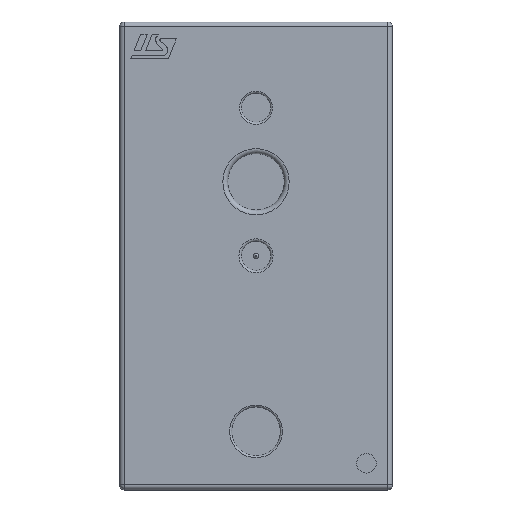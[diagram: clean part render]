
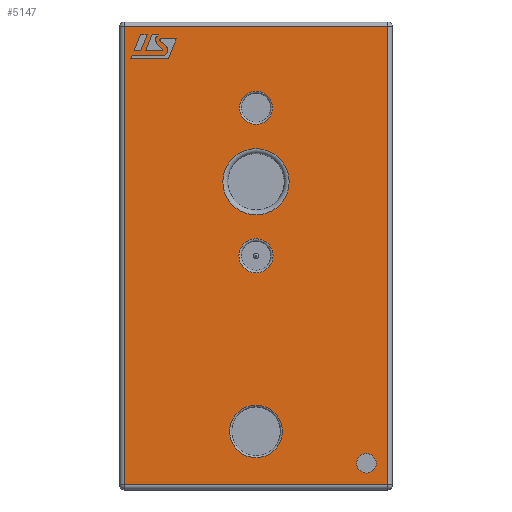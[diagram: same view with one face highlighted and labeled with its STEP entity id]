
A CAD part, top view. The second image highlights one B-rep face of the part: STEP entity #5147.
In plain terms, the highlighted planar face has unit normal (0, 0, 1).
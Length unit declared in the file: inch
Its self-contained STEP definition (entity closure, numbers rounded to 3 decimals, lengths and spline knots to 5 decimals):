
#87=FACE_BOUND('',#933,.T.);
#88=FACE_BOUND('',#934,.T.);
#89=FACE_BOUND('',#935,.T.);
#90=FACE_BOUND('',#936,.T.);
#91=FACE_BOUND('',#937,.T.);
#398=PLANE('',#5683);
#643=FACE_OUTER_BOUND('',#932,.T.);
#932=EDGE_LOOP('',(#3736,#3737,#3738,#3739));
#933=EDGE_LOOP('',(#3740,#3741));
#934=EDGE_LOOP('',(#3742));
#935=EDGE_LOOP('',(#3743));
#936=EDGE_LOOP('',(#3744));
#937=EDGE_LOOP('',(#3745));
#1215=LINE('',#7512,#1806);
#1217=LINE('',#7520,#1808);
#1219=LINE('',#7530,#1810);
#1221=LINE('',#7539,#1812);
#1806=VECTOR('',#6090,0.3937);
#1808=VECTOR('',#6098,0.3937);
#1810=VECTOR('',#6110,0.3937);
#1812=VECTOR('',#6122,0.3937);
#2395=CIRCLE('',#5652,0.00394);
#2396=CIRCLE('',#5653,0.00394);
#2413=CIRCLE('',#5684,0.01063);
#2414=CIRCLE('',#5685,0.01339);
#2415=CIRCLE('',#5686,0.00689);
#2416=CIRCLE('',#5687,0.00669);
#2508=VERTEX_POINT('',#7494);
#2509=VERTEX_POINT('',#7495);
#2512=VERTEX_POINT('',#7505);
#2515=VERTEX_POINT('',#7510);
#2518=VERTEX_POINT('',#7518);
#2521=VERTEX_POINT('',#7528);
#2533=VERTEX_POINT('',#7571);
#2534=VERTEX_POINT('',#7573);
#2535=VERTEX_POINT('',#7575);
#2536=VERTEX_POINT('',#7577);
#2976=EDGE_CURVE('',#2508,#2509,#2395,.T.);
#2977=EDGE_CURVE('',#2509,#2508,#2396,.T.);
#2984=EDGE_CURVE('',#2515,#2512,#1215,.T.);
#2988=EDGE_CURVE('',#2518,#2515,#1217,.T.);
#2993=EDGE_CURVE('',#2521,#2518,#1219,.T.);
#2998=EDGE_CURVE('',#2512,#2521,#1221,.T.);
#3014=EDGE_CURVE('',#2533,#2533,#2413,.T.);
#3015=EDGE_CURVE('',#2534,#2534,#2414,.T.);
#3016=EDGE_CURVE('',#2535,#2535,#2415,.T.);
#3017=EDGE_CURVE('',#2536,#2536,#2416,.T.);
#3736=ORIENTED_EDGE('',*,*,#2984,.F.);
#3737=ORIENTED_EDGE('',*,*,#2988,.F.);
#3738=ORIENTED_EDGE('',*,*,#2993,.F.);
#3739=ORIENTED_EDGE('',*,*,#2998,.F.);
#3740=ORIENTED_EDGE('',*,*,#2976,.T.);
#3741=ORIENTED_EDGE('',*,*,#2977,.T.);
#3742=ORIENTED_EDGE('',*,*,#3014,.F.);
#3743=ORIENTED_EDGE('',*,*,#3015,.F.);
#3744=ORIENTED_EDGE('',*,*,#3016,.F.);
#3745=ORIENTED_EDGE('',*,*,#3017,.F.);
#5147=ADVANCED_FACE('',(#643,#87,#88,#89,#90,#91),#398,.T.);
#5652=AXIS2_PLACEMENT_3D('',#7496,#6072,#6073);
#5653=AXIS2_PLACEMENT_3D('',#7497,#6074,#6075);
#5683=AXIS2_PLACEMENT_3D('',#7570,#6154,#6155);
#5684=AXIS2_PLACEMENT_3D('',#7572,#6156,#6157);
#5685=AXIS2_PLACEMENT_3D('',#7574,#6158,#6159);
#5686=AXIS2_PLACEMENT_3D('',#7576,#6160,#6161);
#5687=AXIS2_PLACEMENT_3D('',#7578,#6162,#6163);
#6072=DIRECTION('center_axis',(0.,0.,-1.));
#6073=DIRECTION('ref_axis',(1.,0.,0.));
#6074=DIRECTION('center_axis',(0.,0.,-1.));
#6075=DIRECTION('ref_axis',(1.,0.,0.));
#6090=DIRECTION('',(-1.,0.,0.));
#6098=DIRECTION('',(0.,-1.,0.));
#6110=DIRECTION('',(1.,0.,0.));
#6122=DIRECTION('',(0.,1.,0.));
#6154=DIRECTION('center_axis',(0.,0.,1.));
#6155=DIRECTION('ref_axis',(1.,0.,0.));
#6156=DIRECTION('center_axis',(0.,0.,1.));
#6157=DIRECTION('ref_axis',(-1.,0.,0.));
#6158=DIRECTION('center_axis',(0.,0.,1.));
#6159=DIRECTION('ref_axis',(-1.,0.,0.));
#6160=DIRECTION('center_axis',(0.,0.,1.));
#6161=DIRECTION('ref_axis',(-1.,0.,0.));
#6162=DIRECTION('center_axis',(0.,0.,1.));
#6163=DIRECTION('ref_axis',(-1.,0.,0.));
#7494=CARTESIAN_POINT('',(0.04854,-0.0838,0.04331));
#7495=CARTESIAN_POINT('',(0.04066,-0.0838,0.04331));
#7496=CARTESIAN_POINT('Origin',(0.0446,-0.0838,
0.04331));
#7497=CARTESIAN_POINT('Origin',(0.0446,-0.0838,
0.04331));
#7505=CARTESIAN_POINT('',(-0.05315,-0.09252,0.04331));
#7510=CARTESIAN_POINT('',(0.05315,-0.09252,0.04331));
#7512=CARTESIAN_POINT('',(-0.02657,-0.09252,0.04331));
#7518=CARTESIAN_POINT('',(0.05315,0.09252,0.04331));
#7520=CARTESIAN_POINT('',(0.05315,-0.04626,0.04331));
#7528=CARTESIAN_POINT('',(-0.05315,0.09252,0.04331));
#7530=CARTESIAN_POINT('',(0.02657,0.09252,0.04331));
#7539=CARTESIAN_POINT('',(-0.05315,0.04626,0.04331));
#7570=CARTESIAN_POINT('Origin',(0.,0.,0.04331));
#7571=CARTESIAN_POINT('',(0.01063,-0.07087,0.04331));
#7572=CARTESIAN_POINT('Origin',(0.,-0.07087,
0.04331));
#7573=CARTESIAN_POINT('',(0.01339,0.02992,0.04331));
#7574=CARTESIAN_POINT('Origin',(0.,0.02992,
0.04331));
#7575=CARTESIAN_POINT('',(0.00689,0.,0.04331));
#7576=CARTESIAN_POINT('Origin',(0.,0.,0.04331));
#7577=CARTESIAN_POINT('',(0.00669,0.05984,0.04331));
#7578=CARTESIAN_POINT('Origin',(0.,0.05984,
0.04331));
